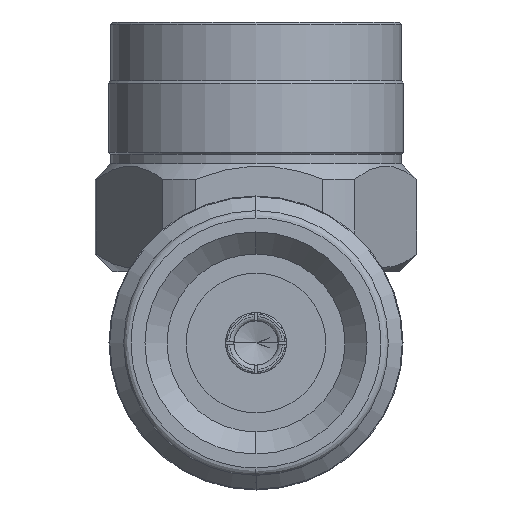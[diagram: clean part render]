
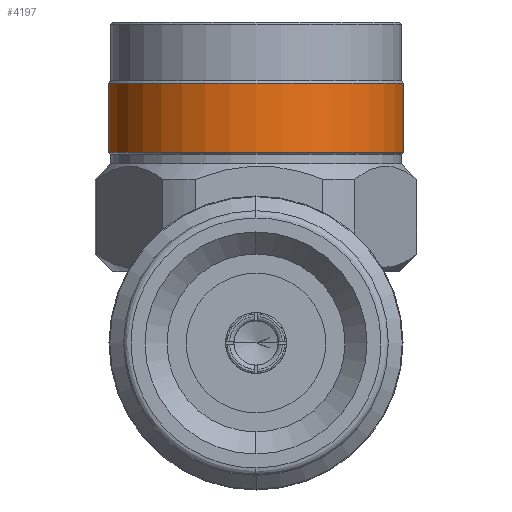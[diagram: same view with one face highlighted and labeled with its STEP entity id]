
A CAD part, left-side view. The second image highlights one B-rep face of the part: STEP entity #4197.
In plain terms, the highlighted cylindrical face has radius 10.05 mm (diameter 20.1 mm), a partial arc.
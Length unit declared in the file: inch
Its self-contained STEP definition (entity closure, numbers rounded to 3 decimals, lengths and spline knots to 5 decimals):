
#214 = LINE ( 'NONE', #1062, #232 ) ;
#232 = VECTOR ( 'NONE', #3269, 39.37008 ) ;
#639 = CARTESIAN_POINT ( 'NONE',  ( 0., -0.16339, -0.39567 ) ) ;
#1000 = DIRECTION ( 'NONE',  ( 0., -1., 0. ) ) ;
#1062 = CARTESIAN_POINT ( 'NONE',  ( 0., -1.42023, 0.39567 ) ) ;
#1412 = CARTESIAN_POINT ( 'NONE',  ( 0., -0.34843, -0.39567 ) ) ;
#1514 = DIRECTION ( 'NONE',  ( 0., 1., 0. ) ) ;
#1972 = CIRCLE ( 'NONE', #2926, 0.39567 ) ;
#2138 = AXIS2_PLACEMENT_3D ( 'NONE', #9159, #1514, #2315 ) ;
#2311 = VERTEX_POINT ( 'NONE', #9012 ) ;
#2315 = DIRECTION ( 'NONE',  ( 0., 0., -1. ) ) ;
#2812 = VERTEX_POINT ( 'NONE', #7056 ) ;
#2836 = EDGE_CURVE ( 'NONE', #2812, #2311, #214, .T. ) ;
#2926 = AXIS2_PLACEMENT_3D ( 'NONE', #5922, #6021, #7371 ) ;
#3237 = EDGE_CURVE ( 'NONE', #3714, #2311, #3280, .T. ) ;
#3269 = DIRECTION ( 'NONE',  ( 0., -1., 0. ) ) ;
#3280 = CIRCLE ( 'NONE', #2138, 0.39567 ) ;
#3401 = FACE_OUTER_BOUND ( 'NONE', #5450, .T. ) ;
#3714 = VERTEX_POINT ( 'NONE', #1412 ) ;
#3819 = ORIENTED_EDGE ( 'NONE', *, *, #7340, .F. ) ;
#4008 = DIRECTION ( 'NONE',  ( 0., -1., 0. ) ) ;
#4174 = ORIENTED_EDGE ( 'NONE', *, *, #3237, .T. ) ;
#4197 = ADVANCED_FACE ( 'NONE', ( #3401 ), #8648, .T. ) ;
#4803 = LINE ( 'NONE', #5454, #5640 ) ;
#5450 = EDGE_LOOP ( 'NONE', ( #9612, #3819, #9705, #4174 ) ) ;
#5454 = CARTESIAN_POINT ( 'NONE',  ( 0., -1.42023, -0.39567 ) ) ;
#5458 = EDGE_CURVE ( 'NONE', #9061, #3714, #4803, .T. ) ;
#5640 = VECTOR ( 'NONE', #1000, 39.37008 ) ;
#5921 = AXIS2_PLACEMENT_3D ( 'NONE', #7246, #4008, #8560 ) ;
#5922 = CARTESIAN_POINT ( 'NONE',  ( 0., -0.16339, 0. ) ) ;
#6021 = DIRECTION ( 'NONE',  ( 0., 1., 0. ) ) ;
#7056 = CARTESIAN_POINT ( 'NONE',  ( 0., -0.16339, 0.39567 ) ) ;
#7246 = CARTESIAN_POINT ( 'NONE',  ( 0., -1.42023, 0. ) ) ;
#7340 = EDGE_CURVE ( 'NONE', #9061, #2812, #1972, .T. ) ;
#7371 = DIRECTION ( 'NONE',  ( 0., 0., -1. ) ) ;
#8560 = DIRECTION ( 'NONE',  ( 0., 0., -1. ) ) ;
#8648 = CYLINDRICAL_SURFACE ( 'NONE', #5921, 0.39567 ) ;
#9012 = CARTESIAN_POINT ( 'NONE',  ( 0., -0.34843, 0.39567 ) ) ;
#9061 = VERTEX_POINT ( 'NONE', #639 ) ;
#9159 = CARTESIAN_POINT ( 'NONE',  ( 0., -0.34843, 0. ) ) ;
#9612 = ORIENTED_EDGE ( 'NONE', *, *, #2836, .F. ) ;
#9705 = ORIENTED_EDGE ( 'NONE', *, *, #5458, .T. ) ;
